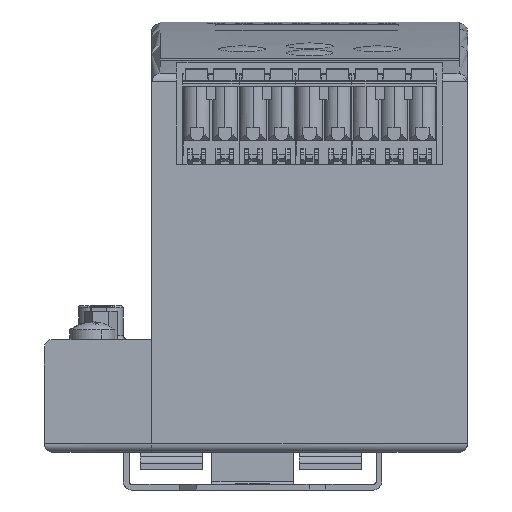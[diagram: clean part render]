
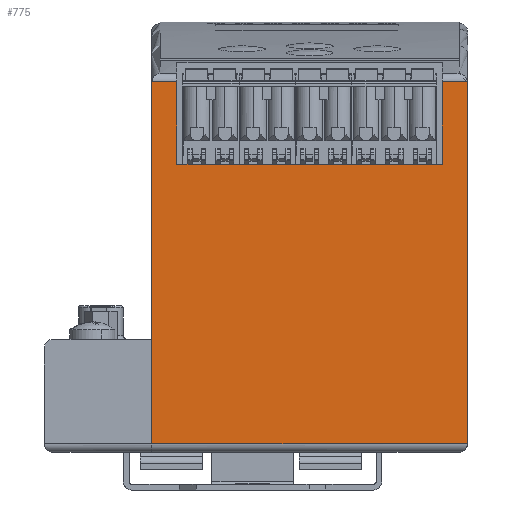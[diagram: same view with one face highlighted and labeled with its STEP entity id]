
A CAD part, front view. The second image highlights one B-rep face of the part: STEP entity #775.
In plain terms, the highlighted planar face has unit normal (0, -1, 0).
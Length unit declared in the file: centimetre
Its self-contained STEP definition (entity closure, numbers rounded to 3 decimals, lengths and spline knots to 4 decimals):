
#125=CARTESIAN_POINT('',(2.8,-6.05,0.15));
#146=DIRECTION('',(0.,0.,-1.));
#147=VECTOR('',#146,6.3983);
#148=CARTESIAN_POINT('',(2.8001,-6.05,6.5483));
#149=LINE('',#148,#147);
#209=DIRECTION('',(1.,0.,0.));
#210=VECTOR('',#209,0.4486);
#211=CARTESIAN_POINT('',(-2.7986,-6.05,6.5709));
#212=LINE('',#211,#210);
#266=DIRECTION('',(0.,0.,-1.));
#267=VECTOR('',#266,1.4709);
#268=CARTESIAN_POINT('',(-2.35,-6.05,6.5709));
#269=LINE('',#268,#267);
#295=DIRECTION('',(0.,0.,1.));
#296=VECTOR('',#295,1.4709);
#297=CARTESIAN_POINT('',(2.35,-6.05,5.1));
#298=LINE('',#297,#296);
#317=DIRECTION('',(1.,0.,0.));
#318=VECTOR('',#317,0.4486);
#319=CARTESIAN_POINT('',(2.35,-6.05,6.5709));
#320=LINE('',#319,#318);
#324=CARTESIAN_POINT('',(2.8001,-6.05,6.5483));
#325=CARTESIAN_POINT('',(2.8001,-6.05,6.5508));
#326=CARTESIAN_POINT('',(2.801,-6.05,6.5559));
#327=CARTESIAN_POINT('',(2.8003,-6.05,6.5635));
#328=CARTESIAN_POINT('',(2.799,-6.05,6.5684));
#329=CARTESIAN_POINT('',(2.7986,-6.05,6.5709));
#334=CARTESIAN_POINT('',(-2.7986,-6.05,6.5709));
#335=CARTESIAN_POINT('',(-2.799,-6.05,6.5684));
#336=CARTESIAN_POINT('',(-2.8003,-6.05,6.5635));
#337=CARTESIAN_POINT('',(-2.801,-6.05,6.5559));
#338=CARTESIAN_POINT('',(-2.8001,-6.05,6.5508));
#339=CARTESIAN_POINT('',(-2.8001,-6.05,6.5483));
#344=DIRECTION('',(1.,0.,0.));
#345=VECTOR('',#344,4.7);
#346=CARTESIAN_POINT('',(-2.35,-6.05,5.1));
#347=LINE('',#346,#345);
#351=DIRECTION('',(-1.,0.,0.));
#352=VECTOR('',#351,5.6);
#353=CARTESIAN_POINT('',(2.8,-6.05,0.15));
#354=LINE('',#353,#352);
#373=DIRECTION('',(0.,0.,1.));
#374=VECTOR('',#373,6.3983);
#375=CARTESIAN_POINT('',(-2.8,-6.05,0.15));
#376=LINE('',#375,#374);
#545=CARTESIAN_POINT('',(-2.8,-6.05,6.5483));
#546=VERTEX_POINT('',#545);
#547=VERTEX_POINT('',#334);
#550=CARTESIAN_POINT('',(-2.35,-6.05,6.5709));
#552=VERTEX_POINT('',#550);
#553=CARTESIAN_POINT('',(2.35,-6.05,6.5709));
#555=VERTEX_POINT('',#553);
#557=CARTESIAN_POINT('',(2.7986,-6.05,6.5709));
#558=VERTEX_POINT('',#557);
#561=VERTEX_POINT('',#324);
#563=CARTESIAN_POINT('',(-2.8,-6.05,0.15));
#565=VERTEX_POINT('',#563);
#569=VERTEX_POINT('',#125);
#570=CARTESIAN_POINT('',(-2.35,-6.05,5.1));
#571=VERTEX_POINT('',#570);
#576=CARTESIAN_POINT('',(2.35,-6.05,5.1));
#577=VERTEX_POINT('',#576);
#754=CARTESIAN_POINT('',(-2.8,-6.05,3.35));
#755=DIRECTION('',(0.,-1.,0.));
#756=DIRECTION('',(1.,0.,0.));
#757=AXIS2_PLACEMENT_3D('',#754,#755,#756);
#758=PLANE('',#757);
#759=ORIENTED_EDGE('',*,*,#684,.T.);
#760=ORIENTED_EDGE('',*,*,#705,.T.);
#762=ORIENTED_EDGE('',*,*,#761,.T.);
#763=ORIENTED_EDGE('',*,*,#731,.T.);
#764=ORIENTED_EDGE('',*,*,#749,.T.);
#765=ORIENTED_EDGE('',*,*,#645,.F.);
#766=ORIENTED_EDGE('',*,*,#630,.T.);
#768=ORIENTED_EDGE('',*,*,#767,.T.);
#770=ORIENTED_EDGE('',*,*,#769,.T.);
#772=ORIENTED_EDGE('',*,*,#771,.F.);
#773=EDGE_LOOP('',(#759,#760,#762,#763,#764,#765,#766,#768,#770,#772));
#774=FACE_OUTER_BOUND('',#773,.F.);
#775=ADVANCED_FACE('',(#774),#758,.T.);
#330=B_SPLINE_CURVE_WITH_KNOTS('',3,(#324,#325,#326,#327,#328,#329),
.UNSPECIFIED.,.F.,.F.,(4,1,1,4),(0.,0.3333,0.6667,1.),
.UNSPECIFIED.);
#340=B_SPLINE_CURVE_WITH_KNOTS('',3,(#334,#335,#336,#337,#338,#339),
.UNSPECIFIED.,.F.,.F.,(4,1,1,4),(0.,0.3333,0.6667,1.),
.UNSPECIFIED.);
#630=EDGE_CURVE('',#561,#569,#149,.T.);
#645=EDGE_CURVE('',#561,#558,#330,.T.);
#684=EDGE_CURVE('',#547,#552,#212,.T.);
#705=EDGE_CURVE('',#552,#571,#269,.T.);
#731=EDGE_CURVE('',#577,#555,#298,.T.);
#749=EDGE_CURVE('',#555,#558,#320,.T.);
#761=EDGE_CURVE('',#571,#577,#347,.T.);
#767=EDGE_CURVE('',#569,#565,#354,.T.);
#769=EDGE_CURVE('',#565,#546,#376,.T.);
#771=EDGE_CURVE('',#547,#546,#340,.T.);
